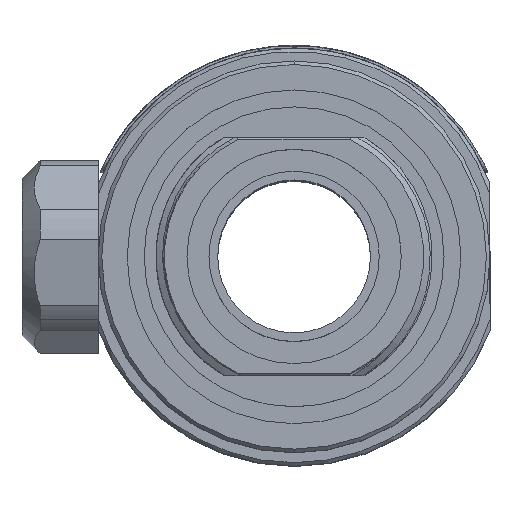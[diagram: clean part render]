
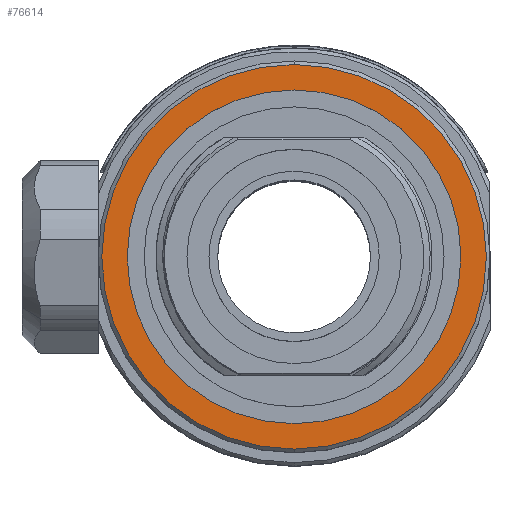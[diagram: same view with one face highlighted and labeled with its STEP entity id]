
A CAD part, top view. The second image highlights one B-rep face of the part: STEP entity #76614.
In plain terms, the highlighted face is planar.
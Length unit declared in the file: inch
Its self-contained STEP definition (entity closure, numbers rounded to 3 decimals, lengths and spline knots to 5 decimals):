
#810 = CARTESIAN_POINT ( 'NONE',  ( 1.02185, 0.81, 0. ) ) ;
#13843 = CARTESIAN_POINT ( 'NONE',  ( 1.02185, 0., 0.795 ) ) ;
#14216 = ORIENTED_EDGE ( 'NONE', *, *, #65410, .F. ) ;
#17040 = CARTESIAN_POINT ( 'NONE',  ( 1.02185, 0., 0. ) ) ;
#19552 = CARTESIAN_POINT ( 'NONE',  ( 1.02185, 0., 0.69 ) ) ;
#19854 = DIRECTION ( 'NONE',  ( 0., 0., -1. ) ) ;
#20056 = EDGE_CURVE ( 'NONE', #71303, #28607, #39988, .T. ) ;
#20266 = DIRECTION ( 'NONE',  ( -1., 0., 0. ) ) ;
#28607 = VERTEX_POINT ( 'NONE', #68303 ) ;
#31666 = CIRCLE ( 'NONE', #76816, 0.69 ) ;
#37040 = DIRECTION ( 'NONE',  ( -1., 0., 0. ) ) ;
#39988 = CIRCLE ( 'NONE', #46746, 0.795 ) ;
#42934 = DIRECTION ( 'NONE',  ( 0., 0., -1. ) ) ;
#46423 = ORIENTED_EDGE ( 'NONE', *, *, #20056, .T. ) ;
#46746 = AXIS2_PLACEMENT_3D ( 'NONE', #17040, #92911, #19854 ) ;
#50120 = AXIS2_PLACEMENT_3D ( 'NONE', #60210, #83358, #137433 ) ;
#51322 = ORIENTED_EDGE ( 'NONE', *, *, #68969, .T. ) ;
#60044 = AXIS2_PLACEMENT_3D ( 'NONE', #810, #130761, #42934 ) ;
#60210 = CARTESIAN_POINT ( 'NONE',  ( 1.02185, 0., 0. ) ) ;
#63042 = DIRECTION ( 'NONE',  ( 0., 0., 1. ) ) ;
#63300 = VERTEX_POINT ( 'NONE', #19552 ) ;
#65410 = EDGE_CURVE ( 'NONE', #99024, #63300, #31666, .T. ) ;
#68303 = CARTESIAN_POINT ( 'NONE',  ( 1.02185, 0., -0.795 ) ) ;
#68969 = EDGE_CURVE ( 'NONE', #28607, #71303, #70247, .T. ) ;
#70247 = CIRCLE ( 'NONE', #50120, 0.795 ) ;
#71303 = VERTEX_POINT ( 'NONE', #13843 ) ;
#73567 = CARTESIAN_POINT ( 'NONE',  ( 1.02185, 0., 0. ) ) ;
#74928 = EDGE_CURVE ( 'NONE', #63300, #99024, #107018, .T. ) ;
#76614 = ADVANCED_FACE ( 'NONE', ( #109031, #85836 ), #87933, .F. ) ;
#76816 = AXIS2_PLACEMENT_3D ( 'NONE', #118840, #37040, #109720 ) ;
#83358 = DIRECTION ( 'NONE',  ( -1., 0., 0. ) ) ;
#85836 = FACE_BOUND ( 'NONE', #85842, .T. ) ;
#85842 = EDGE_LOOP ( 'NONE', ( #122179, #14216 ) ) ;
#87933 = PLANE ( 'NONE',  #60044 ) ;
#92911 = DIRECTION ( 'NONE',  ( -1., 0., 0. ) ) ;
#99024 = VERTEX_POINT ( 'NONE', #136377 ) ;
#107018 = CIRCLE ( 'NONE', #109235, 0.69 ) ;
#108833 = EDGE_LOOP ( 'NONE', ( #51322, #46423 ) ) ;
#109031 = FACE_OUTER_BOUND ( 'NONE', #108833, .T. ) ;
#109235 = AXIS2_PLACEMENT_3D ( 'NONE', #73567, #20266, #63042 ) ;
#109720 = DIRECTION ( 'NONE',  ( 0., 0., 1. ) ) ;
#118840 = CARTESIAN_POINT ( 'NONE',  ( 1.02185, 0., 0. ) ) ;
#122179 = ORIENTED_EDGE ( 'NONE', *, *, #74928, .F. ) ;
#130761 = DIRECTION ( 'NONE',  ( 1., 0., 0. ) ) ;
#136377 = CARTESIAN_POINT ( 'NONE',  ( 1.02185, 0., -0.69 ) ) ;
#137433 = DIRECTION ( 'NONE',  ( 0., 0., -1. ) ) ;
